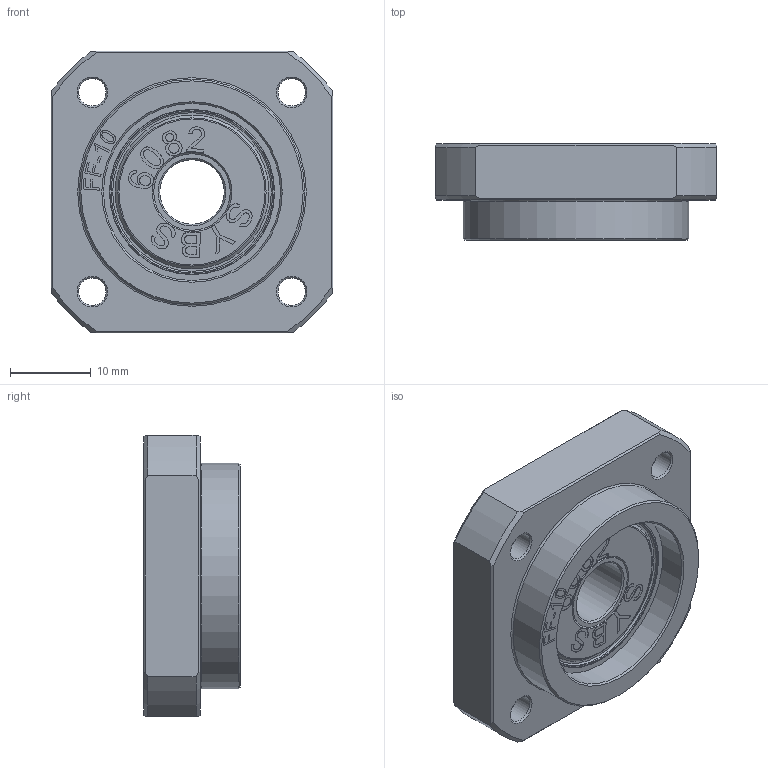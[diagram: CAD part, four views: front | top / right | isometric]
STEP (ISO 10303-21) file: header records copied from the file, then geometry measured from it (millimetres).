
FILE_DESCRIPTION(/* description */ (''),/* implementation_level */ '2;1');
FILE_NAME(/* name */ 'FF10.stp',/* time_stamp */ '2023-11-21T10:05:59+03:00',/* author */ ('User'),/* organization */ (''),/* preprocessor_version */ 'ST-DEVELOPER v18',/* originating_system */ 'Autodesk Inventor 2020',/* authorisation */ '');
FILE_SCHEMA (('AUTOMOTIVE_DESIGN { 1 0 10303 214 3 1 1 }'));
Length unit declared in the file: millimetre
Products named in the file (1): FF10
Bounding box: 35 x 12 x 35 mm (x, y, z)
Volume: 8391 mm3; surface area: 4495.7 mm2
Topology: 1 solids, 1 shells, 396 faces, 1073 edges, 718 vertices
Faces by surface type: bspline 192, plane 146, cone 27, cylinder 22, torus 9
Full cylindrical faces by diameter (mm): 3.4 x4, 6.5 x4, 8 x1, 9.5 x2, 20.1 x2, 20.5 x2, 22 x2, 28 x1
Entity records: 13945 total; most frequent: CARTESIAN_POINT 5014, ORIENTED_EDGE 2146, DIRECTION 1182, EDGE_CURVE 1073, VERTEX_POINT 718, LINE 502, VECTOR 502, EDGE_LOOP 445
